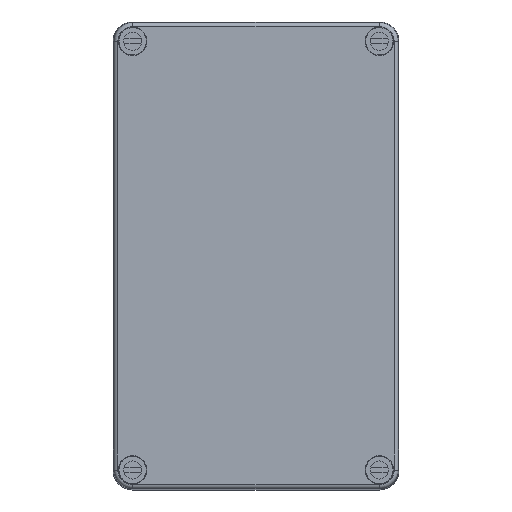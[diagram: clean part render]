
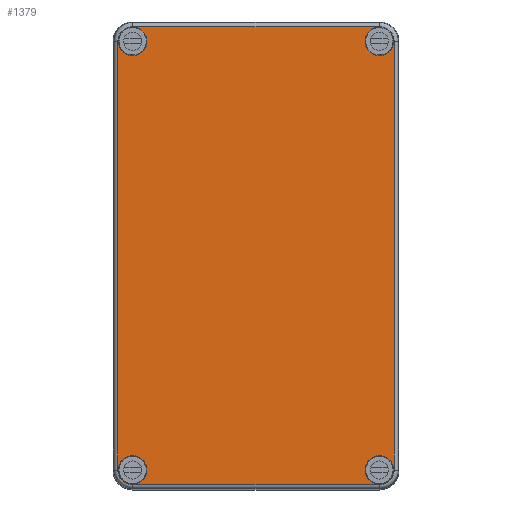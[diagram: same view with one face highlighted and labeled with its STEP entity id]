
A CAD part, top view. The second image highlights one B-rep face of the part: STEP entity #1379.
In plain terms, the highlighted planar face has unit normal (0, 0, 1).
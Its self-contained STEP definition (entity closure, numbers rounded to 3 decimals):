
#1379 = ADVANCED_FACE( '', ( #3121, #3122, #3123, #3124, #3125 ), #3126, .F. );
#3121 = FACE_BOUND( '', #5210, .T. );
#3122 = FACE_BOUND( '', #5211, .T. );
#3123 = FACE_BOUND( '', #5212, .T. );
#3124 = FACE_BOUND( '', #5213, .T. );
#3125 = FACE_OUTER_BOUND( '', #5214, .T. );
#3126 = PLANE( '', #5215 );
#5210 = EDGE_LOOP( '', ( #9057 ) );
#5211 = EDGE_LOOP( '', ( #9058 ) );
#5212 = EDGE_LOOP( '', ( #9059 ) );
#5213 = EDGE_LOOP( '', ( #9060 ) );
#5214 = EDGE_LOOP( '', ( #9061, #9062, #9063, #9064, #9065, #9066, #9067, #9068 ) );
#5215 = AXIS2_PLACEMENT_3D( '', #9069, #9070, #9071 );
#9057 = ORIENTED_EDGE( '', *, *, #12404, .F. );
#9058 = ORIENTED_EDGE( '', *, *, #12974, .F. );
#9059 = ORIENTED_EDGE( '', *, *, #12975, .F. );
#9060 = ORIENTED_EDGE( '', *, *, #12276, .F. );
#9061 = ORIENTED_EDGE( '', *, *, #12976, .T. );
#9062 = ORIENTED_EDGE( '', *, *, #12977, .F. );
#9063 = ORIENTED_EDGE( '', *, *, #12171, .T. );
#9064 = ORIENTED_EDGE( '', *, *, #12856, .T. );
#9065 = ORIENTED_EDGE( '', *, *, #11857, .F. );
#9066 = ORIENTED_EDGE( '', *, *, #12536, .T. );
#9067 = ORIENTED_EDGE( '', *, *, #12978, .F. );
#9068 = ORIENTED_EDGE( '', *, *, #12979, .F. );
#9069 = CARTESIAN_POINT( '', ( -53.173, 82.5, 39. ) );
#9070 = DIRECTION( '', ( 0., 0., -1. ) );
#9071 = DIRECTION( '', ( -1., 0., 0. ) );
#11857 = EDGE_CURVE( '', #14164, #14166, #14167, .T. );
#12171 = EDGE_CURVE( '', #14694, #14695, #14696, .T. );
#12276 = EDGE_CURVE( '', #14869, #14869, #14870, .T. );
#12404 = EDGE_CURVE( '', #15073, #15073, #15074, .T. );
#12536 = EDGE_CURVE( '', #14164, #15269, #15271, .T. );
#12856 = EDGE_CURVE( '', #14695, #14166, #15721, .T. );
#12974 = EDGE_CURVE( '', #15892, #15892, #15893, .T. );
#12975 = EDGE_CURVE( '', #15894, #15894, #15895, .T. );
#12976 = EDGE_CURVE( '', #15896, #15897, #15898, .T. );
#12977 = EDGE_CURVE( '', #14694, #15897, #15899, .T. );
#12978 = EDGE_CURVE( '', #15900, #15269, #15901, .T. );
#12979 = EDGE_CURVE( '', #15896, #15900, #15902, .T. );
#14164 = VERTEX_POINT( '', #17377 );
#14166 = VERTEX_POINT( '', #17379 );
#14167 = CIRCLE( '', #17380, 5.673 );
#14694 = VERTEX_POINT( '', #18090 );
#14695 = VERTEX_POINT( '', #18091 );
#14696 = CIRCLE( '', #18092, 5.673 );
#14869 = VERTEX_POINT( '', #18316 );
#14870 = CIRCLE( '', #18317, 5.5 );
#15073 = VERTEX_POINT( '', #18613 );
#15074 = CIRCLE( '', #18614, 5.5 );
#15269 = VERTEX_POINT( '', #18926 );
#15271 = LINE( '', #18928, #18929 );
#15721 = LINE( '', #19542, #19543 );
#15892 = VERTEX_POINT( '', #19759 );
#15893 = CIRCLE( '', #19760, 5.5 );
#15894 = VERTEX_POINT( '', #19761 );
#15895 = CIRCLE( '', #19762, 5.5 );
#15896 = VERTEX_POINT( '', #19763 );
#15897 = VERTEX_POINT( '', #19764 );
#15898 = CIRCLE( '', #19765, 5.673 );
#15899 = LINE( '', #19766, #19767 );
#15900 = VERTEX_POINT( '', #19768 );
#15901 = CIRCLE( '', #19769, 5.673 );
#15902 = LINE( '', #19770, #19771 );
#17377 = CARTESIAN_POINT( '', ( -53.173, 82.5, 39. ) );
#17379 = CARTESIAN_POINT( '', ( -47.5, 88.173, 39. ) );
#17380 = AXIS2_PLACEMENT_3D( '', #21120, #21121, #21122 );
#18090 = CARTESIAN_POINT( '', ( 53.173, 82.5, 39. ) );
#18091 = CARTESIAN_POINT( '', ( 47.5, 88.173, 39. ) );
#18092 = AXIS2_PLACEMENT_3D( '', #21547, #21548, #21549 );
#18316 = CARTESIAN_POINT( '', ( 53., 82.5, 39. ) );
#18317 = AXIS2_PLACEMENT_3D( '', #21709, #21710, #21711 );
#18613 = CARTESIAN_POINT( '', ( -42., -82.5, 39. ) );
#18614 = AXIS2_PLACEMENT_3D( '', #21889, #21890, #21891 );
#18926 = CARTESIAN_POINT( '', ( -53.173, -82.5, 39. ) );
#18928 = CARTESIAN_POINT( '', ( -53.173, 82.5, 39. ) );
#18929 = VECTOR( '', #22055, 1000. );
#19542 = CARTESIAN_POINT( '', ( 47.5, 88.173, 39. ) );
#19543 = VECTOR( '', #22411, 1000. );
#19759 = CARTESIAN_POINT( '', ( 53., -82.5, 39. ) );
#19760 = AXIS2_PLACEMENT_3D( '', #22571, #22572, #22573 );
#19761 = CARTESIAN_POINT( '', ( -42., 82.5, 39. ) );
#19762 = AXIS2_PLACEMENT_3D( '', #22574, #22575, #22576 );
#19763 = CARTESIAN_POINT( '', ( 47.5, -88.173, 39. ) );
#19764 = CARTESIAN_POINT( '', ( 53.173, -82.5, 39. ) );
#19765 = AXIS2_PLACEMENT_3D( '', #22577, #22578, #22579 );
#19766 = CARTESIAN_POINT( '', ( 53.173, 82.5, 39. ) );
#19767 = VECTOR( '', #22580, 1000. );
#19768 = CARTESIAN_POINT( '', ( -47.5, -88.173, 39. ) );
#19769 = AXIS2_PLACEMENT_3D( '', #22581, #22582, #22583 );
#19770 = CARTESIAN_POINT( '', ( 47.5, -88.173, 39. ) );
#19771 = VECTOR( '', #22584, 1000. );
#21120 = CARTESIAN_POINT( '', ( -47.5, 82.5, 39. ) );
#21121 = DIRECTION( '', ( 0., 0., -1. ) );
#21122 = DIRECTION( '', ( -1., 0., 0. ) );
#21547 = CARTESIAN_POINT( '', ( 47.5, 82.5, 39. ) );
#21548 = DIRECTION( '', ( 0., 0., 1. ) );
#21549 = DIRECTION( '', ( 1., 0., 0. ) );
#21709 = CARTESIAN_POINT( '', ( 47.5, 82.5, 39. ) );
#21710 = DIRECTION( '', ( 0., 0., 1. ) );
#21711 = DIRECTION( '', ( 1., 0., 0. ) );
#21889 = CARTESIAN_POINT( '', ( -47.5, -82.5, 39. ) );
#21890 = DIRECTION( '', ( 0., 0., 1. ) );
#21891 = DIRECTION( '', ( 1., 0., 0. ) );
#22055 = DIRECTION( '', ( 0., -1., 0. ) );
#22411 = DIRECTION( '', ( -1., 0., 0. ) );
#22571 = CARTESIAN_POINT( '', ( 47.5, -82.5, 39. ) );
#22572 = DIRECTION( '', ( 0., 0., 1. ) );
#22573 = DIRECTION( '', ( 1., 0., 0. ) );
#22574 = CARTESIAN_POINT( '', ( -47.5, 82.5, 39. ) );
#22575 = DIRECTION( '', ( 0., 0., 1. ) );
#22576 = DIRECTION( '', ( 1., 0., 0. ) );
#22577 = CARTESIAN_POINT( '', ( 47.5, -82.5, 39. ) );
#22578 = DIRECTION( '', ( 0., 0., 1. ) );
#22579 = DIRECTION( '', ( 1., 0., 0. ) );
#22580 = DIRECTION( '', ( 0., -1., 0. ) );
#22581 = CARTESIAN_POINT( '', ( -47.5, -82.5, 39. ) );
#22582 = DIRECTION( '', ( 0., 0., -1. ) );
#22583 = DIRECTION( '', ( -1., 0., 0. ) );
#22584 = DIRECTION( '', ( -1., 0., 0. ) );
